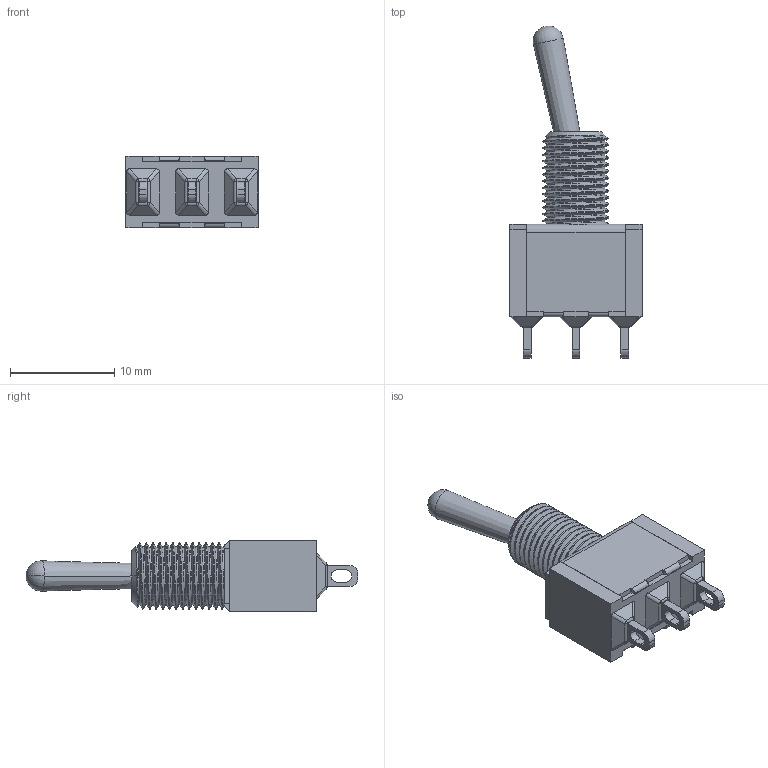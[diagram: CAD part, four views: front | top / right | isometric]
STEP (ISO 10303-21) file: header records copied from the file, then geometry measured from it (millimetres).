
FILE_DESCRIPTION (( 'STEP AP214' ), '1' );
FILE_NAME ('100SP1T1B1M1QEH.STEP', '2024-10-30T20:07:14', ( '' ), ( '' ), 'SwSTEP 2.0', 'SolidWorks 2021', '' );
FILE_SCHEMA (( 'AUTOMOTIVE_DESIGN' ));
Length unit declared in the file: millimetre
Products named in the file (1): 100SP1T1B1M1QEH
Bounding box: 12.7 x 31.88 x 6.86 mm (x, y, z)
Volume: 1028.2 mm3; surface area: 1671.2 mm2
Topology: 5 solids, 5 shells, 246 faces, 639 edges, 402 vertices
Faces by surface type: plane 118, cylinder 63, bspline 56, cone 7, torus 2
Entity records: 24402 total; most frequent: CARTESIAN_POINT 18953, ORIENTED_EDGE 1270, DIRECTION 931, EDGE_CURVE 635, VERTEX_POINT 402, LINE 353, VECTOR 353, AXIS2_PLACEMENT_3D 289
